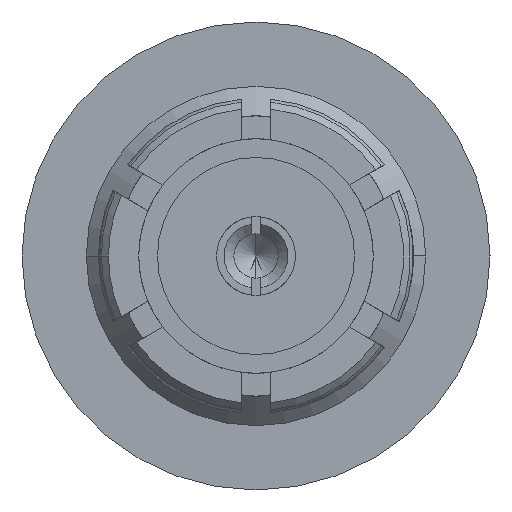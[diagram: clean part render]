
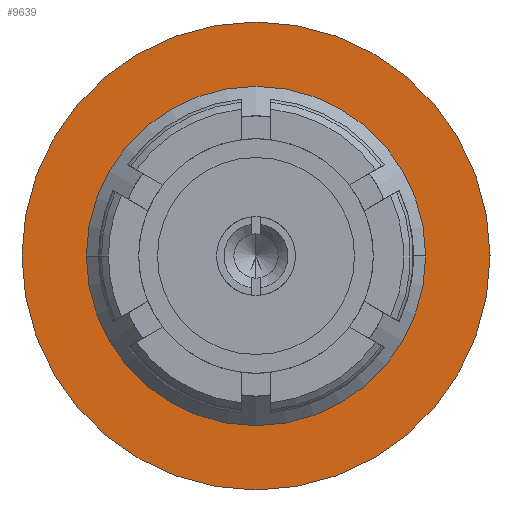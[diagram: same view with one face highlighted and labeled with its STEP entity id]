
A CAD part, left-side view. The second image highlights one B-rep face of the part: STEP entity #9639.
In plain terms, the highlighted planar face has unit normal (-1, 0, 0).
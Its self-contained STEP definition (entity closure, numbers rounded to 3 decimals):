
#147 = DIRECTION ( 'NONE',  ( 1., 0., 0. ) ) ;
#658 = ORIENTED_EDGE ( 'NONE', *, *, #2483, .T. ) ;
#734 = DIRECTION ( 'NONE',  ( 0., 1., 0. ) ) ;
#842 = CARTESIAN_POINT ( 'NONE',  ( -15.707, 2.375, 0. ) ) ;
#981 = DIRECTION ( 'NONE',  ( 0., 1., 0. ) ) ;
#1112 = CIRCLE ( 'NONE', #2717, 1.722 ) ;
#1175 = EDGE_CURVE ( 'NONE', #7725, #8089, #5438, .T. ) ;
#1306 = ORIENTED_EDGE ( 'NONE', *, *, #7320, .T. ) ;
#1532 = EDGE_CURVE ( 'NONE', #8089, #7725, #4144, .T. ) ;
#1535 = DIRECTION ( 'NONE',  ( 1., 0., 0. ) ) ;
#1569 = AXIS2_PLACEMENT_3D ( 'NONE', #3582, #1977, #2723 ) ;
#1977 = DIRECTION ( 'NONE',  ( 1., 0., 0. ) ) ;
#2483 = EDGE_CURVE ( 'NONE', #2909, #9025, #1112, .T. ) ;
#2605 = PLANE ( 'NONE',  #7168 ) ;
#2717 = AXIS2_PLACEMENT_3D ( 'NONE', #8645, #9307, #734 ) ;
#2723 = DIRECTION ( 'NONE',  ( 0., 1., 0. ) ) ;
#2909 = VERTEX_POINT ( 'NONE', #8879 ) ;
#3153 = FACE_BOUND ( 'NONE', #7449, .T. ) ;
#3206 = DIRECTION ( 'NONE',  ( 0., 1., 0. ) ) ;
#3425 = DIRECTION ( 'NONE',  ( 1., 0., 0. ) ) ;
#3582 = CARTESIAN_POINT ( 'NONE',  ( -15.707, 0., 0. ) ) ;
#3775 = CIRCLE ( 'NONE', #9421, 1.722 ) ;
#3892 = ORIENTED_EDGE ( 'NONE', *, *, #1532, .F. ) ;
#3984 = AXIS2_PLACEMENT_3D ( 'NONE', #8488, #1535, #981 ) ;
#4026 = ORIENTED_EDGE ( 'NONE', *, *, #1175, .F. ) ;
#4144 = CIRCLE ( 'NONE', #3984, 2.375 ) ;
#4546 = CARTESIAN_POINT ( 'NONE',  ( -15.707, -2.375, 0. ) ) ;
#5438 = CIRCLE ( 'NONE', #1569, 2.375 ) ;
#5696 = CARTESIAN_POINT ( 'NONE',  ( -15.707, -1.722, 0. ) ) ;
#6659 = EDGE_LOOP ( 'NONE', ( #3892, #4026 ) ) ;
#7168 = AXIS2_PLACEMENT_3D ( 'NONE', #5696, #147, #3206 ) ;
#7259 = CARTESIAN_POINT ( 'NONE',  ( -15.707, 0., 0. ) ) ;
#7320 = EDGE_CURVE ( 'NONE', #9025, #2909, #3775, .T. ) ;
#7449 = EDGE_LOOP ( 'NONE', ( #1306, #658 ) ) ;
#7725 = VERTEX_POINT ( 'NONE', #4546 ) ;
#7953 = FACE_OUTER_BOUND ( 'NONE', #6659, .T. ) ;
#8089 = VERTEX_POINT ( 'NONE', #842 ) ;
#8488 = CARTESIAN_POINT ( 'NONE',  ( -15.707, 0., 0. ) ) ;
#8645 = CARTESIAN_POINT ( 'NONE',  ( -15.707, 0., 0. ) ) ;
#8879 = CARTESIAN_POINT ( 'NONE',  ( -15.707, -1.722, 0. ) ) ;
#8898 = CARTESIAN_POINT ( 'NONE',  ( -15.707, 1.722, 0. ) ) ;
#9025 = VERTEX_POINT ( 'NONE', #8898 ) ;
#9307 = DIRECTION ( 'NONE',  ( 1., 0., 0. ) ) ;
#9421 = AXIS2_PLACEMENT_3D ( 'NONE', #7259, #3425, #9586 ) ;
#9586 = DIRECTION ( 'NONE',  ( 0., 1., 0. ) ) ;
#9639 = ADVANCED_FACE ( 'NONE', ( #3153, #7953 ), #2605, .F. ) ;
